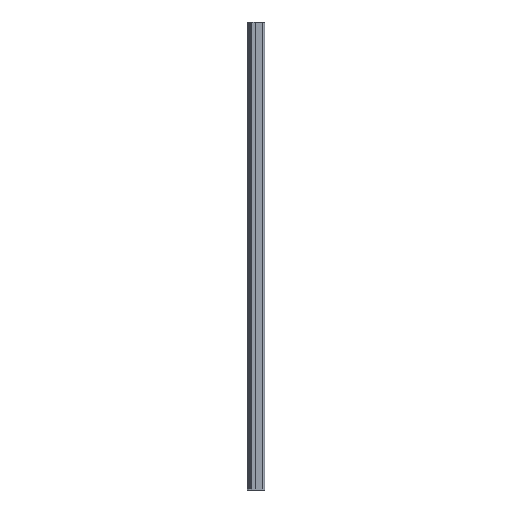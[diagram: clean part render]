
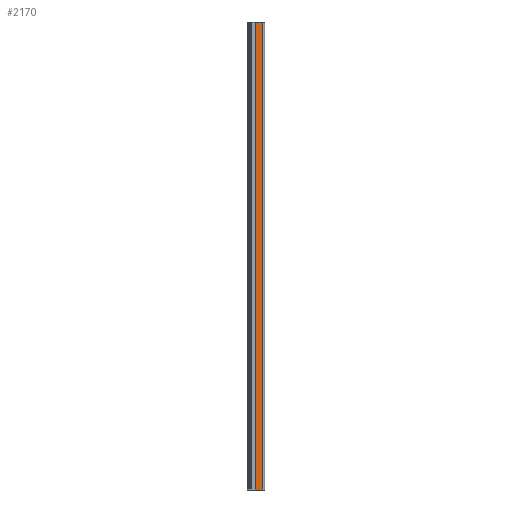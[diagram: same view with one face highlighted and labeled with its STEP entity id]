
A CAD part, left-side view. The second image highlights one B-rep face of the part: STEP entity #2170.
In plain terms, the highlighted planar face has unit normal (-1, 0, 0).
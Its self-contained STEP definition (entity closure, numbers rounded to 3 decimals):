
#1890 = VERTEX_POINT ( 'NONE', #4190 ) ;
#1896 = EDGE_CURVE ( 'NONE', #1890, #1897, #4181, .T. ) ;
#1897 = VERTEX_POINT ( 'NONE', #4185 ) ;
#2039 = ORIENTED_EDGE ( 'NONE', *, *, #2043, .F. ) ;
#2040 = ORIENTED_EDGE ( 'NONE', *, *, #2140, .T. ) ;
#2042 = ORIENTED_EDGE ( 'NONE', *, *, #2046, .F. ) ;
#2043 = EDGE_CURVE ( 'NONE', #1890, #2168, #4477, .T. ) ;
#2045 = EDGE_LOOP ( 'NONE', ( #2042, #2039, #2139, #2040 ) ) ;
#2046 = EDGE_CURVE ( 'NONE', #2168, #2169, #4472, .T. ) ;
#2139 = ORIENTED_EDGE ( 'NONE', *, *, #1896, .T. ) ;
#2140 = EDGE_CURVE ( 'NONE', #1897, #2169, #4662, .T. ) ;
#2168 = VERTEX_POINT ( 'NONE', #4730 ) ;
#2169 = VERTEX_POINT ( 'NONE', #4728 ) ;
#2170 = ADVANCED_FACE ( 'NONE', ( #4727 ), #4725, .T. ) ;
#4178 = DIRECTION ( 'NONE',  ( 0., 0., -1. ) ) ;
#4179 = VECTOR ( 'NONE', #4178, 1000. ) ;
#4180 = CARTESIAN_POINT ( 'NONE',  ( 1197.892, 970.796, 0. ) ) ;
#4181 = LINE ( 'NONE', #4180, #4179 ) ;
#4185 = CARTESIAN_POINT ( 'NONE',  ( 1197.892, 970.796, 0. ) ) ;
#4190 = CARTESIAN_POINT ( 'NONE',  ( 1197.892, 970.796, 1000. ) ) ;
#4469 = DIRECTION ( 'NONE',  ( 0., 0., -1. ) ) ;
#4470 = VECTOR ( 'NONE', #4469, 1000. ) ;
#4471 = CARTESIAN_POINT ( 'NONE',  ( 1197.892, 955.157, 0. ) ) ;
#4472 = LINE ( 'NONE', #4471, #4470 ) ;
#4474 = DIRECTION ( 'NONE',  ( 0., -1., 0. ) ) ;
#4475 = VECTOR ( 'NONE', #4474, 1000. ) ;
#4476 = CARTESIAN_POINT ( 'NONE',  ( 1197.892, 964.148, 1000. ) ) ;
#4477 = LINE ( 'NONE', #4476, #4475 ) ;
#4656 = VECTOR ( 'NONE', #4660, 1000. ) ;
#4660 = DIRECTION ( 'NONE',  ( 0., -1., 0. ) ) ;
#4661 = CARTESIAN_POINT ( 'NONE',  ( 1197.892, 955.157, 0. ) ) ;
#4662 = LINE ( 'NONE', #4661, #4656 ) ;
#4718 = DIRECTION ( 'NONE',  ( 0., 0., 1. ) ) ;
#4719 = DIRECTION ( 'NONE',  ( -1., 0., 0. ) ) ;
#4720 = CARTESIAN_POINT ( 'NONE',  ( 1197.892, 955.157, 0. ) ) ;
#4721 = AXIS2_PLACEMENT_3D ( 'NONE', #4720, #4719, #4718 ) ;
#4725 = PLANE ( 'NONE',  #4721 ) ;
#4727 = FACE_OUTER_BOUND ( 'NONE', #2045, .T. ) ;
#4728 = CARTESIAN_POINT ( 'NONE',  ( 1197.892, 955.157, 0. ) ) ;
#4730 = CARTESIAN_POINT ( 'NONE',  ( 1197.892, 955.157, 1000. ) ) ;
